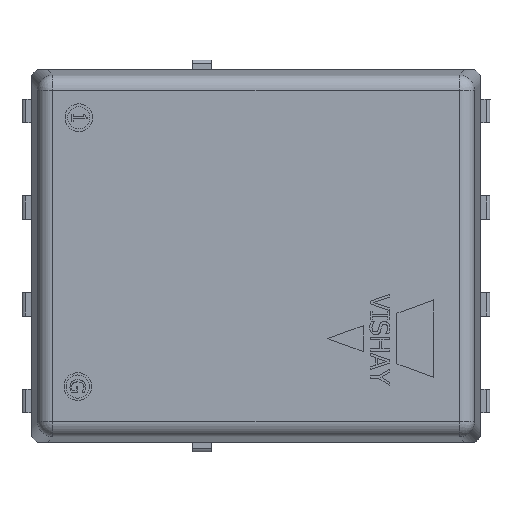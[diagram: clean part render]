
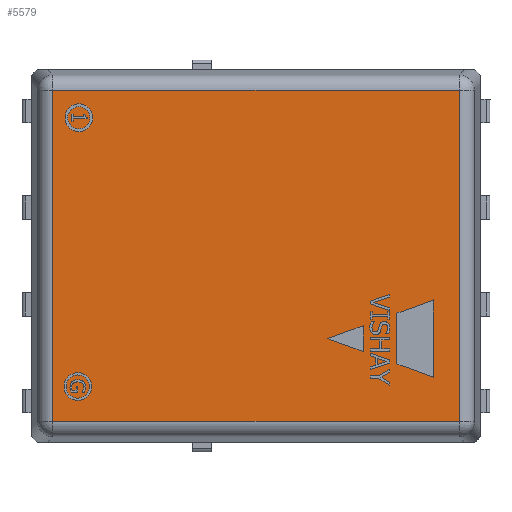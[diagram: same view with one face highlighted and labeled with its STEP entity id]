
A CAD part, top view. The second image highlights one B-rep face of the part: STEP entity #5579.
In plain terms, the highlighted planar face has unit normal (0, 0, 1).
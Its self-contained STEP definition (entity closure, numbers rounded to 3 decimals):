
#180=PLANE('',#5942);
#386=LINE('',#7932,#996);
#388=LINE('',#7942,#998);
#394=LINE('',#7972,#1004);
#396=LINE('',#7975,#1006);
#996=VECTOR('',#6402,4.353);
#998=VECTOR('',#6414,5.343);
#1004=VECTOR('',#6446,5.343);
#1006=VECTOR('',#6450,4.353);
#1709=FACE_OUTER_BOUND('',#2029,.T.);
#2029=EDGE_LOOP('',(#3965,#3966,#3967,#3968));
#2494=VERTEX_POINT('',#7898);
#2501=VERTEX_POINT('',#7915);
#2507=VERTEX_POINT('',#7934);
#2515=VERTEX_POINT('',#7955);
#3066=EDGE_CURVE('',#2494,#2501,#386,.T.);
#3071=EDGE_CURVE('',#2507,#2494,#388,.T.);
#3086=EDGE_CURVE('',#2501,#2515,#394,.T.);
#3088=EDGE_CURVE('',#2515,#2507,#396,.T.);
#3965=ORIENTED_EDGE('',*,*,#3066,.F.);
#3966=ORIENTED_EDGE('',*,*,#3071,.F.);
#3967=ORIENTED_EDGE('',*,*,#3088,.F.);
#3968=ORIENTED_EDGE('',*,*,#3086,.F.);
#5579=ADVANCED_FACE('',(#1709),#180,.T.);
#5942=AXIS2_PLACEMENT_3D('',#7989,#6470,#6471);
#6402=DIRECTION('',(0.,-1.,0.));
#6414=DIRECTION('',(1.,0.,0.));
#6446=DIRECTION('',(-1.,0.,0.));
#6450=DIRECTION('',(0.,1.,0.));
#6470=DIRECTION('center_axis',(0.,0.,1.));
#6471=DIRECTION('ref_axis',(1.,0.,0.));
#7898=CARTESIAN_POINT('',(2.671,2.176,1.12));
#7915=CARTESIAN_POINT('',(2.671,-2.176,1.12));
#7932=CARTESIAN_POINT('',(2.671,-0.613,1.12));
#7934=CARTESIAN_POINT('',(-2.671,2.176,1.12));
#7942=CARTESIAN_POINT('',(0.736,2.176,1.12));
#7955=CARTESIAN_POINT('',(-2.671,-2.176,1.12));
#7972=CARTESIAN_POINT('',(-0.736,-2.176,1.12));
#7975=CARTESIAN_POINT('',(-2.671,0.613,1.12));
#7989=CARTESIAN_POINT('Origin',(0.,0.,1.12));
